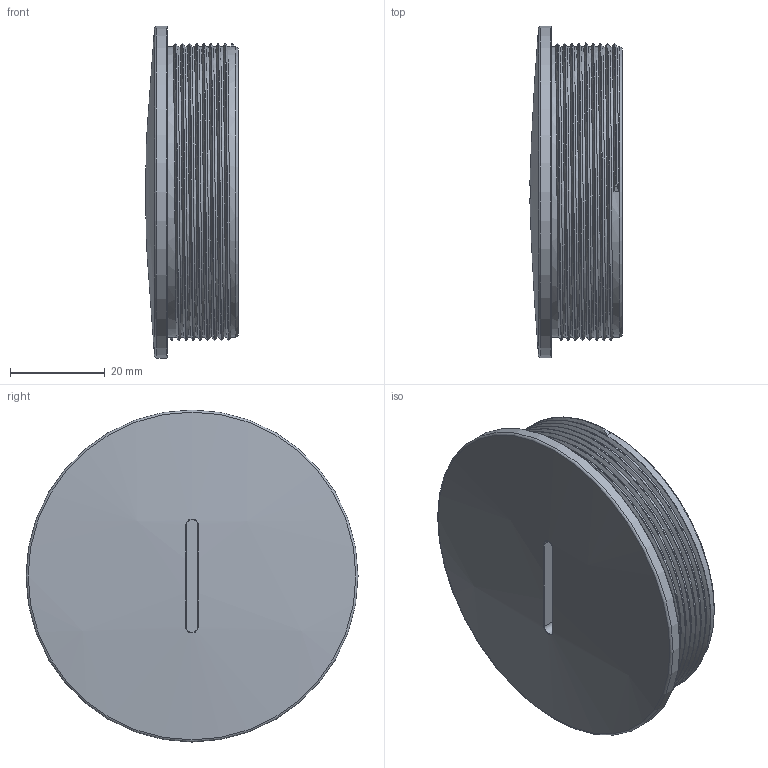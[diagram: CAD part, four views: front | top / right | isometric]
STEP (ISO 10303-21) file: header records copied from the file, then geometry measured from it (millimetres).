
FILE_DESCRIPTION(/* description */ ('Verschlussschraube M 63x1,5'),/* implementation_level */ '2;1');
FILE_NAME(/* name */ '13007563-RST.stp',/* time_stamp */ '2020-04-23T14:04:55+02:00',/* author */ ('sl'),/* organization */ (''),/* preprocessor_version */ 'ST-DEVELOPER v16.5',/* originating_system */ 'Autodesk Inventor 2017',/* authorisation */ '');
FILE_SCHEMA (('AUTOMOTIVE_DESIGN { 1 0 10303 214 3 1 1 }'));
Length unit declared in the file: millimetre
Products named in the file (1): 13007563
Bounding box: 19.48 x 69.97 x 69.97 mm (x, y, z)
Volume: 19695.6 mm3; surface area: 15953.6 mm2
Topology: 5 solids, 5 shells, 53 faces, 110 edges, 71 vertices
Faces by surface type: cylinder 22, plane 19, torus 5, bspline 4, cone 2, sphere 1
Full cylindrical faces by diameter (mm): 6.5 x4, 56 x1, 61.278 x9, 69.97 x1
Entity records: 2779 total; most frequent: CARTESIAN_POINT 1898, DIRECTION 180, ORIENTED_EDGE 142, AXIS2_PLACEMENT_3D 80, EDGE_CURVE 71, EDGE_LOOP 61, VERTEX_POINT 52, FACE_OUTER_BOUND 45
